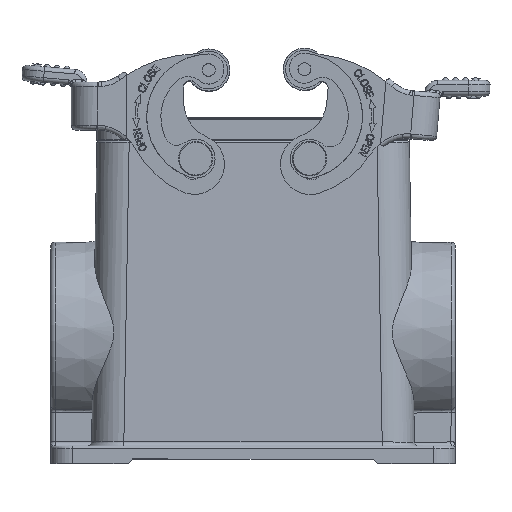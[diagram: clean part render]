
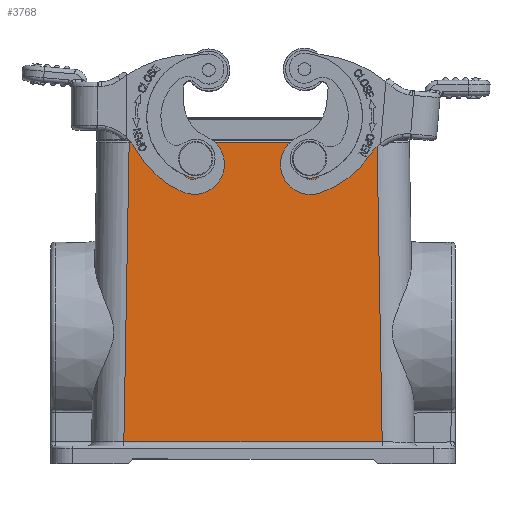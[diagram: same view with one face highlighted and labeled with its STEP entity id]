
A CAD part, top view. The second image highlights one B-rep face of the part: STEP entity #3768.
In plain terms, the highlighted planar face has unit normal (0, 0.018, 1).
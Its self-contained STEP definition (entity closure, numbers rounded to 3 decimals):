
#678=FACE_BOUND('',#7171,.T.);
#679=FACE_BOUND('',#7172,.T.);
#680=FACE_BOUND('',#7173,.T.);
#2474=B_SPLINE_CURVE_WITH_KNOTS('',3,(#40246,#40247,#40248,#40249),
 .UNSPECIFIED.,.F.,.F.,(4,4),(0.,1.),.UNSPECIFIED.);
#3768=ADVANCED_FACE('',(#678,#679,#680),#4556,.T.);
#4556=PLANE('',#24973);
#7171=EDGE_LOOP('',(#16387,#16388,#16389,#16390,#16391));
#7172=EDGE_LOOP('',(#16392));
#7173=EDGE_LOOP('',(#16393,#16394,#16395,#16396));
#7983=LINE('',#34587,#9816);
#8757=LINE('',#40240,#10629);
#8758=LINE('',#40251,#10630);
#8770=LINE('',#40399,#10642);
#8996=LINE('',#42228,#10868);
#8997=LINE('',#42230,#10869);
#9816=VECTOR('',#26911,1.);
#10629=VECTOR('',#29509,1.);
#10630=VECTOR('',#29514,1.);
#10642=VECTOR('',#29602,1.);
#10868=VECTOR('',#30578,1.);
#10869=VECTOR('',#30581,1.);
#16387=ORIENTED_EDGE('',*,*,#22024,.F.);
#16388=ORIENTED_EDGE('',*,*,#22033,.T.);
#16389=ORIENTED_EDGE('',*,*,#22032,.T.);
#16390=ORIENTED_EDGE('',*,*,#22034,.T.);
#16391=ORIENTED_EDGE('',*,*,#22029,.T.);
#16392=ORIENTED_EDGE('',*,*,#20641,.F.);
#16393=ORIENTED_EDGE('',*,*,#22071,.T.);
#16394=ORIENTED_EDGE('',*,*,#22546,.F.);
#16395=ORIENTED_EDGE('',*,*,#20648,.T.);
#16396=ORIENTED_EDGE('',*,*,#22545,.F.);
#18251=VERTEX_POINT('',#34555);
#18255=VERTEX_POINT('',#34563);
#18257=VERTEX_POINT('',#34586);
#19172=VERTEX_POINT('',#40226);
#19173=VERTEX_POINT('',#40227);
#19178=VERTEX_POINT('',#40241);
#19180=VERTEX_POINT('',#40245);
#19181=VERTEX_POINT('',#40250);
#19195=VERTEX_POINT('',#40291);
#19207=VERTEX_POINT('',#40378);
#20641=EDGE_CURVE('',#18251,#18251,#23041,.T.);
#20648=EDGE_CURVE('',#18255,#18257,#7983,.T.);
#22024=EDGE_CURVE('',#19172,#19173,#23061,.T.);
#22029=EDGE_CURVE('',#19178,#19173,#8757,.T.);
#22032=EDGE_CURVE('',#19181,#19180,#2474,.T.);
#22033=EDGE_CURVE('',#19172,#19181,#8758,.T.);
#22034=EDGE_CURVE('',#19180,#19178,#23062,.T.);
#22071=EDGE_CURVE('',#19207,#19195,#8770,.T.);
#22545=EDGE_CURVE('',#19207,#18257,#8996,.T.);
#22546=EDGE_CURVE('',#18255,#19195,#8997,.T.);
#23041=ELLIPSE('',#23658,2.324,2.324);
#23061=ELLIPSE('',#24548,2.275,2.274);
#23062=ELLIPSE('',#24560,1.475,1.475);
#23658=AXIS2_PLACEMENT_3D('',#34554,#26896,#26897);
#24548=AXIS2_PLACEMENT_3D('',#40225,#29491,#29492);
#24560=AXIS2_PLACEMENT_3D('',#40253,#29517,#29518);
#24973=AXIS2_PLACEMENT_3D('',#42231,#30582,#30583);
#26896=DIRECTION('',(0.,0.017,1.));
#26897=DIRECTION('',(0.,-1.,0.017));
#26911=DIRECTION('',(1.,0.,0.));
#29491=DIRECTION('',(0.,0.017,1.));
#29492=DIRECTION('',(0.,-1.,0.017));
#29509=DIRECTION('',(1.,0.,0.));
#29514=DIRECTION('',(1.,0.,0.));
#29517=DIRECTION('',(0.,-0.017,-1.));
#29518=DIRECTION('',(0.,1.,-0.017));
#29602=DIRECTION('',(-1.,0.,0.));
#30578=DIRECTION('',(0.017,-1.,0.017));
#30581=DIRECTION('',(0.018,1.,-0.017));
#30582=DIRECTION('',(0.,0.017,1.));
#30583=DIRECTION('',(0.,-1.,0.017));
#34554=CARTESIAN_POINT('',(33.664,47.973,49.823));
#34555=CARTESIAN_POINT('',(33.664,45.649,49.864));
#34563=CARTESIAN_POINT('',(16.964,-17.796,50.971));
#34586=CARTESIAN_POINT('',(77.01,-17.815,50.971));
#34587=CARTESIAN_POINT('',(46.987,-17.805,50.971));
#40225=CARTESIAN_POINT('',(60.164,47.974,49.823));
#40226=CARTESIAN_POINT('',(58.384,49.389,49.798));
#40227=CARTESIAN_POINT('',(61.946,49.388,49.798));
#40240=CARTESIAN_POINT('',(60.777,49.388,49.798));
#40241=CARTESIAN_POINT('',(60.777,49.388,49.798));
#40245=CARTESIAN_POINT('',(60.304,49.482,49.798));
#40246=CARTESIAN_POINT('',(59.631,49.389,49.798));
#40247=CARTESIAN_POINT('',(59.848,49.472,49.797));
#40248=CARTESIAN_POINT('',(60.072,49.503,49.796));
#40249=CARTESIAN_POINT('',(60.304,49.482,49.797));
#40250=CARTESIAN_POINT('',(59.631,49.389,49.798));
#40251=CARTESIAN_POINT('',(58.384,49.389,49.798));
#40253=CARTESIAN_POINT('',(60.258,48.008,49.823));
#40291=CARTESIAN_POINT('',(18.199,51.73,49.758));
#40378=CARTESIAN_POINT('',(75.819,51.712,49.758));
#40399=CARTESIAN_POINT('',(47.009,51.721,49.758));
#42228=CARTESIAN_POINT('',(76.406,17.462,50.356));
#42230=CARTESIAN_POINT('',(17.591,17.48,50.356));
#42231=CARTESIAN_POINT('',(46.998,16.958,50.365));
